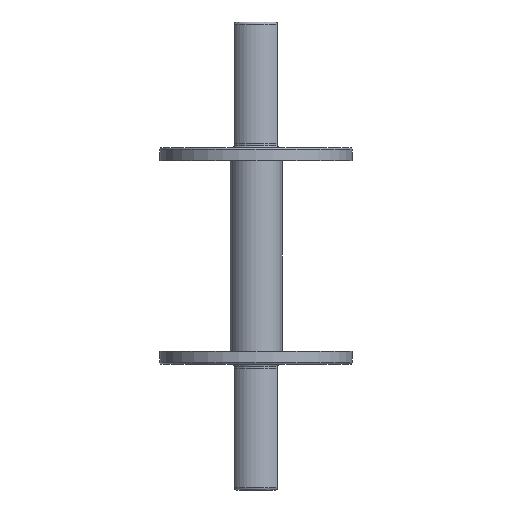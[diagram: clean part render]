
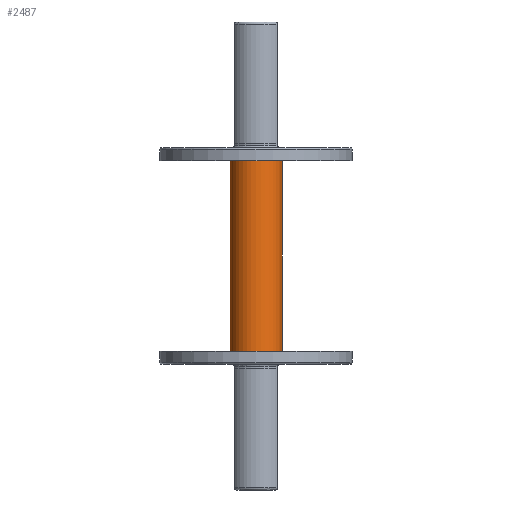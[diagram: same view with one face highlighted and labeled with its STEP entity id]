
A CAD part, front view. The second image highlights one B-rep face of the part: STEP entity #2487.
In plain terms, the highlighted cylindrical face has radius 6 mm (diameter 12 mm), a partial arc.
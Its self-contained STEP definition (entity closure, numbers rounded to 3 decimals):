
#9 = DIRECTION ( 'NONE',  ( 0., 0., 1. ) ) ;
#25 = CARTESIAN_POINT ( 'NONE',  ( 6., 0., 22. ) ) ;
#98 = DIRECTION ( 'NONE',  ( 1., 0., 0. ) ) ;
#188 = EDGE_CURVE ( 'NONE', #974, #2902, #1234, .T. ) ;
#193 = CARTESIAN_POINT ( 'NONE',  ( 6., 0., 55.075 ) ) ;
#252 = VECTOR ( 'NONE', #9, 1000. ) ;
#271 = ORIENTED_EDGE ( 'NONE', *, *, #1996, .T. ) ;
#387 = AXIS2_PLACEMENT_3D ( 'NONE', #2521, #2551, #2276 ) ;
#404 = CARTESIAN_POINT ( 'NONE',  ( -6., 0., 55.075 ) ) ;
#405 = ORIENTED_EDGE ( 'NONE', *, *, #188, .T. ) ;
#411 = DIRECTION ( 'NONE',  ( 1., 0., 0. ) ) ;
#474 = CYLINDRICAL_SURFACE ( 'NONE', #1514, 6. ) ;
#593 = EDGE_CURVE ( 'NONE', #2346, #2906, #2499, .T. ) ;
#785 = DIRECTION ( 'NONE',  ( 0., 0., 1. ) ) ;
#862 = CARTESIAN_POINT ( 'NONE',  ( 0., 0., 55.075 ) ) ;
#945 = DIRECTION ( 'NONE',  ( 0., 0., 1. ) ) ;
#974 = VERTEX_POINT ( 'NONE', #1879 ) ;
#1234 = CIRCLE ( 'NONE', #387, 6. ) ;
#1514 = AXIS2_PLACEMENT_3D ( 'NONE', #862, #945, #411 ) ;
#1529 = DIRECTION ( 'NONE',  ( 0., 0., 1. ) ) ;
#1541 = ORIENTED_EDGE ( 'NONE', *, *, #2771, .F. ) ;
#1826 = FACE_OUTER_BOUND ( 'NONE', #2008, .T. ) ;
#1879 = CARTESIAN_POINT ( 'NONE',  ( -6., 0., -22. ) ) ;
#1881 = ORIENTED_EDGE ( 'NONE', *, *, #593, .F. ) ;
#1916 = CARTESIAN_POINT ( 'NONE',  ( -6., 0., 22. ) ) ;
#1996 = EDGE_CURVE ( 'NONE', #2902, #2906, #2680, .T. ) ;
#2008 = EDGE_LOOP ( 'NONE', ( #1541, #405, #271, #1881 ) ) ;
#2034 = VECTOR ( 'NONE', #1529, 1000. ) ;
#2107 = CARTESIAN_POINT ( 'NONE',  ( 0., 0., 22. ) ) ;
#2276 = DIRECTION ( 'NONE',  ( 1., 0., 0. ) ) ;
#2346 = VERTEX_POINT ( 'NONE', #1916 ) ;
#2487 = ADVANCED_FACE ( 'NONE', ( #1826 ), #474, .T. ) ;
#2499 = CIRCLE ( 'NONE', #2882, 6. ) ;
#2521 = CARTESIAN_POINT ( 'NONE',  ( 0., 0., -22. ) ) ;
#2551 = DIRECTION ( 'NONE',  ( 0., 0., 1. ) ) ;
#2600 = LINE ( 'NONE', #404, #2034 ) ;
#2680 = LINE ( 'NONE', #193, #252 ) ;
#2771 = EDGE_CURVE ( 'NONE', #974, #2346, #2600, .T. ) ;
#2882 = AXIS2_PLACEMENT_3D ( 'NONE', #2107, #785, #98 ) ;
#2902 = VERTEX_POINT ( 'NONE', #2921 ) ;
#2906 = VERTEX_POINT ( 'NONE', #25 ) ;
#2921 = CARTESIAN_POINT ( 'NONE',  ( 6., 0., -22. ) ) ;
